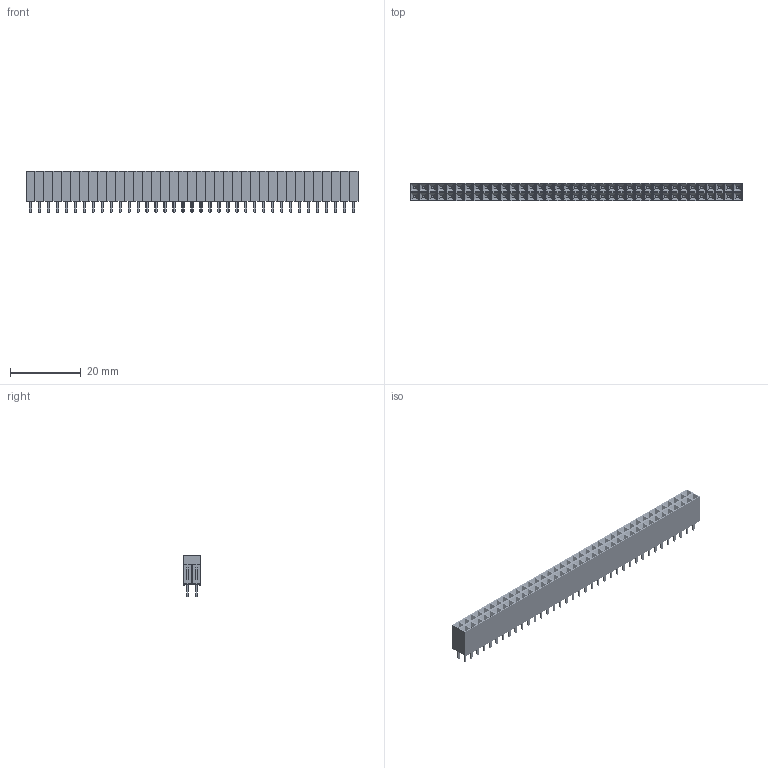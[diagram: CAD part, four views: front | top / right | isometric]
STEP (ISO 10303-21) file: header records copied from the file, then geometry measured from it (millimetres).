
FILE_DESCRIPTION(/* description */ (''),/* implementation_level */ '2;1');
FILE_NAME(/* name */ 'Female Pin Header 02x37.stp',/* time_stamp */ '2019-11-24T09:14:56+01:00',/* author */ ('Bernd das Brot'),/* organization */ (''),/* preprocessor_version */ 'ST-DEVELOPER v18',/* originating_system */ 'Autodesk Inventor 2020',/* authorisation */ '');
FILE_SCHEMA (('AUTOMOTIVE_DESIGN { 1 0 10303 214 3 1 1 }'));
Length unit declared in the file: millimetre
Products named in the file (2): Female Pin Header 02x37; Female Pin Header 2x
Assembly tree (37 placements, depth 2):
  Female Pin Header 02x37
    Female Pin Header 2x  x37
Bounding box: 93.98 x 5.08 x 11.7 mm (x, y, z)
Volume: 2079.1 mm3; surface area: 12188.6 mm2
Topology: 37 solids, 37 shells, 10730 faces, 24716 edges, 13912 vertices
Faces by surface type: cylinder 4958, plane 2960, sphere 1480, torus 1036, bspline 296
Entity records: 8849 total; most frequent: CARTESIAN_POINT 1605, DIRECTION 1598, ORIENTED_EDGE 1320, EDGE_CURVE 660, AXIS2_PLACEMENT_3D 625, VERTEX_POINT 376, LINE 348, VECTOR 348
